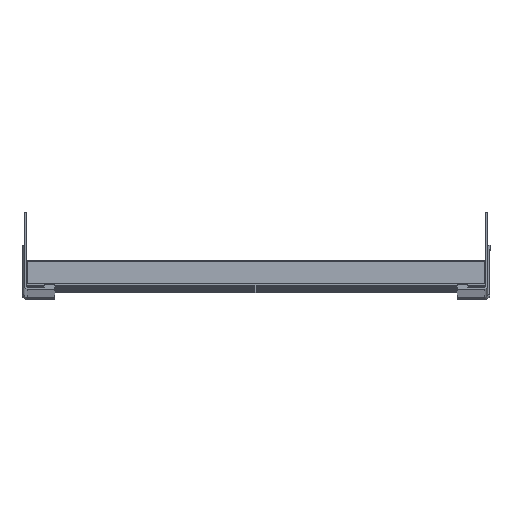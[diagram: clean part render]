
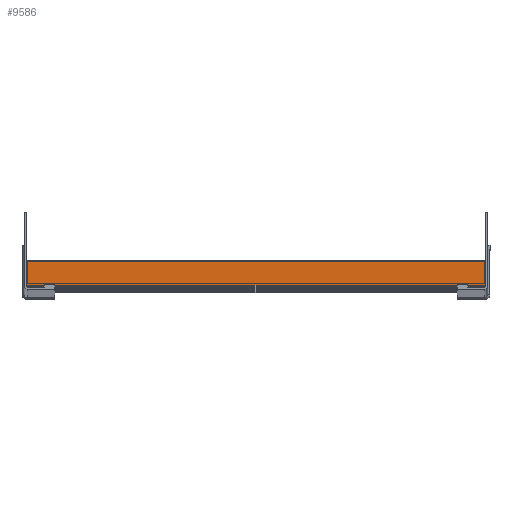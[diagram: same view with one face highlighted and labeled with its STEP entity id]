
A CAD part, top view. The second image highlights one B-rep face of the part: STEP entity #9586.
In plain terms, the highlighted planar face has unit normal (0, 0, 1).
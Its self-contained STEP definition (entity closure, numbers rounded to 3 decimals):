
#529 = DIRECTION ( 'NONE',  ( -1., 0., 0. ) ) ;
#532 = CARTESIAN_POINT ( 'NONE',  ( 0.7, -18.709, 1377.21 ) ) ;
#533 = DIRECTION ( 'NONE',  ( -1., 0., 0. ) ) ;
#548 = CARTESIAN_POINT ( 'NONE',  ( 0.7, -18.709, 1377.21 ) ) ;
#969 = EDGE_CURVE ( 'NONE', #1627, #3352, #5499, .T. ) ;
#970 = EDGE_CURVE ( 'NONE', #3358, #1629, #5503, .T. ) ;
#1188 = EDGE_CURVE ( 'NONE', #3352, #3358, #5994, .T. ) ;
#1627 = VERTEX_POINT ( 'NONE', #4377 ) ;
#1629 = VERTEX_POINT ( 'NONE', #4382 ) ;
#1685 = VERTEX_POINT ( 'NONE', #4435 ) ;
#1690 = VERTEX_POINT ( 'NONE', #4440 ) ;
#1691 = VERTEX_POINT ( 'NONE', #4441 ) ;
#1693 = VERTEX_POINT ( 'NONE', #4443 ) ;
#2002 = EDGE_CURVE ( 'NONE', #1685, #1690, #5102, .T. ) ;
#2015 = EDGE_CURVE ( 'NONE', #1691, #1693, #5128, .T. ) ;
#2017 = EDGE_CURVE ( 'NONE', #1690, #1693, #5132, .T. ) ;
#2018 = EDGE_CURVE ( 'NONE', #1685, #1629, #5134, .T. ) ;
#2019 = EDGE_CURVE ( 'NONE', #1627, #1691, #5136, .T. ) ;
#2328 = ORIENTED_EDGE ( 'NONE', *, *, #2017, .F. ) ;
#2329 = ORIENTED_EDGE ( 'NONE', *, *, #2002, .F. ) ;
#2330 = ORIENTED_EDGE ( 'NONE', *, *, #2018, .T. ) ;
#2331 = ORIENTED_EDGE ( 'NONE', *, *, #970, .F. ) ;
#2332 = ORIENTED_EDGE ( 'NONE', *, *, #1188, .F. ) ;
#2333 = ORIENTED_EDGE ( 'NONE', *, *, #969, .F. ) ;
#2334 = ORIENTED_EDGE ( 'NONE', *, *, #2019, .T. ) ;
#2335 = ORIENTED_EDGE ( 'NONE', *, *, #2015, .T. ) ;
#3352 = VERTEX_POINT ( 'NONE', #3671 ) ;
#3358 = VERTEX_POINT ( 'NONE', #3674 ) ;
#3671 = CARTESIAN_POINT ( 'NONE',  ( -10.5, -18.709, 1377.21 ) ) ;
#3674 = CARTESIAN_POINT ( 'NONE',  ( -17.3, -18.709, 1377.21 ) ) ;
#4242 = DIRECTION ( 'NONE',  ( -1., 0., 0. ) ) ;
#4244 = CARTESIAN_POINT ( 'NONE',  ( 0.7, -18.709, 1377.21 ) ) ;
#4377 = CARTESIAN_POINT ( 'NONE',  ( 0.7, -18.709, 1377.21 ) ) ;
#4382 = CARTESIAN_POINT ( 'NONE',  ( -278.3, -18.709, 1377.21 ) ) ;
#4435 = CARTESIAN_POINT ( 'NONE',  ( -285.1, -18.709, 1377.21 ) ) ;
#4440 = CARTESIAN_POINT ( 'NONE',  ( -296.3, -18.709, 1377.21 ) ) ;
#4441 = CARTESIAN_POINT ( 'NONE',  ( 0.7, -2.709, 1377.21 ) ) ;
#4443 = CARTESIAN_POINT ( 'NONE',  ( -296.3, -2.709, 1377.21 ) ) ;
#5102 = LINE ( 'NONE', #7845, #5105 ) ;
#5105 = VECTOR ( 'NONE', #7847, 1000. ) ;
#5128 = LINE ( 'NONE', #7871, #5131 ) ;
#5131 = VECTOR ( 'NONE', #7873, 1000. ) ;
#5132 = LINE ( 'NONE', #7875, #5135 ) ;
#5134 = LINE ( 'NONE', #7877, #5137 ) ;
#5135 = VECTOR ( 'NONE', #7876, 1000. ) ;
#5136 = LINE ( 'NONE', #7879, #5139 ) ;
#5137 = VECTOR ( 'NONE', #7878, 1000. ) ;
#5139 = VECTOR ( 'NONE', #7880, 1000. ) ;
#5499 = LINE ( 'NONE', #548, #5504 ) ;
#5503 = LINE ( 'NONE', #532, #5506 ) ;
#5504 = VECTOR ( 'NONE', #533, 1000. ) ;
#5506 = VECTOR ( 'NONE', #529, 1000. ) ;
#5891 = FACE_OUTER_BOUND ( 'NONE', #8670, .T. ) ;
#5994 = LINE ( 'NONE', #4244, #6004 ) ;
#6004 = VECTOR ( 'NONE', #4242, 1000. ) ;
#6425 = CARTESIAN_POINT ( 'NONE',  ( 0.7, -18.709, 1377.21 ) ) ;
#6432 = PLANE ( 'NONE',  #9309 ) ;
#6434 = DIRECTION ( 'NONE',  ( 0., 0., 1. ) ) ;
#6435 = DIRECTION ( 'NONE',  ( 0., -1., 0. ) ) ;
#7845 = CARTESIAN_POINT ( 'NONE',  ( 0.7, -18.709, 1377.21 ) ) ;
#7847 = DIRECTION ( 'NONE',  ( -1., 0., 0. ) ) ;
#7871 = CARTESIAN_POINT ( 'NONE',  ( 0.7, -2.709, 1377.21 ) ) ;
#7873 = DIRECTION ( 'NONE',  ( -1., 0., 0. ) ) ;
#7875 = CARTESIAN_POINT ( 'NONE',  ( -296.3, -18.709, 1377.21 ) ) ;
#7876 = DIRECTION ( 'NONE',  ( 0., 1., 0. ) ) ;
#7877 = CARTESIAN_POINT ( 'NONE',  ( 0.7, -18.709, 1377.21 ) ) ;
#7878 = DIRECTION ( 'NONE',  ( 1., 0., 0. ) ) ;
#7879 = CARTESIAN_POINT ( 'NONE',  ( 0.7, -18.709, 1377.21 ) ) ;
#7880 = DIRECTION ( 'NONE',  ( 0., 1., 0. ) ) ;
#8670 = EDGE_LOOP ( 'NONE', ( #2328, #2329, #2330, #2331, #2332, #2333, #2334, #2335 ) ) ;
#9309 = AXIS2_PLACEMENT_3D ( 'NONE', #6425, #6434, #6435 ) ;
#9586 = ADVANCED_FACE ( 'NONE', ( #5891 ), #6432, .T. ) ;
